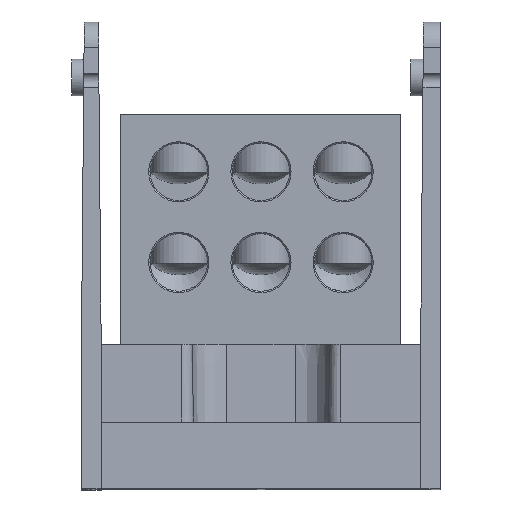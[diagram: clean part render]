
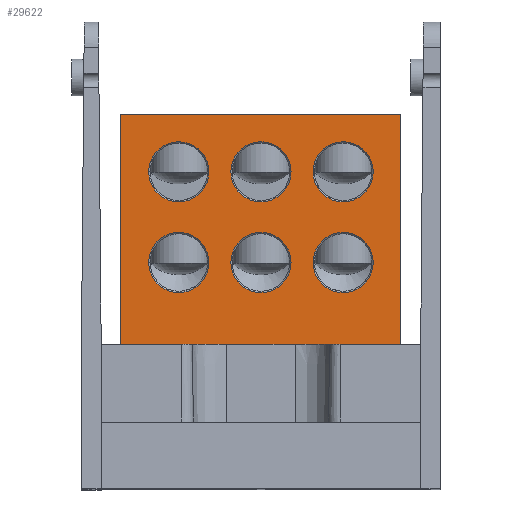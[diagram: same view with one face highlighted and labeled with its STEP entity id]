
A CAD part, top view. The second image highlights one B-rep face of the part: STEP entity #29622.
In plain terms, the highlighted planar face has unit normal (0, 0, 1).
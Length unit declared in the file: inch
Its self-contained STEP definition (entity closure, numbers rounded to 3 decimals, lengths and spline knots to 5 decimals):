
#3 = CARTESIAN_POINT ( 'NONE',  ( -0.22875, 2.412, 1.75 ) ) ;
#115 = VERTEX_POINT ( 'NONE', #24588 ) ;
#459 = DIRECTION ( 'NONE',  ( 0., 0., -1. ) ) ;
#577 = EDGE_CURVE ( 'NONE', #14615, #1847, #32035, .T. ) ;
#613 = EDGE_LOOP ( 'NONE', ( #19183, #3161, #36078, #21346 ) ) ;
#952 = AXIS2_PLACEMENT_3D ( 'NONE', #29107, #11049, #32112 ) ;
#1556 = DIRECTION ( 'NONE',  ( -1., 0., 0. ) ) ;
#1656 = DIRECTION ( 'NONE',  ( 0., 0., -1. ) ) ;
#1743 = PLANE ( 'NONE',  #952 ) ;
#1847 = VERTEX_POINT ( 'NONE', #33505 ) ;
#1850 = ORIENTED_EDGE ( 'NONE', *, *, #30826, .T. ) ;
#2698 = CIRCLE ( 'NONE', #34674, 0.22875 ) ;
#3161 = ORIENTED_EDGE ( 'NONE', *, *, #26455, .F. ) ;
#4557 = CARTESIAN_POINT ( 'NONE',  ( -1.065, 1.1, 1.75 ) ) ;
#4560 = DIRECTION ( 'NONE',  ( 0., 1., 0. ) ) ;
#4706 = AXIS2_PLACEMENT_3D ( 'NONE', #37700, #19684, #1556 ) ;
#4978 = VERTEX_POINT ( 'NONE', #5985 ) ;
#5744 = CIRCLE ( 'NONE', #37600, 0.22875 ) ;
#5985 = CARTESIAN_POINT ( 'NONE',  ( -0.22875, 1.722, 1.75 ) ) ;
#7343 = CARTESIAN_POINT ( 'NONE',  ( 0.625, 1.722, 1.75 ) ) ;
#8151 = VERTEX_POINT ( 'NONE', #30286 ) ;
#9056 = EDGE_LOOP ( 'NONE', ( #1850 ) ) ;
#9106 = CIRCLE ( 'NONE', #4706, 0.22875 ) ;
#10075 = EDGE_CURVE ( 'NONE', #14615, #29272, #30097, .T. ) ;
#10377 = DIRECTION ( 'NONE',  ( -1., 0., 0. ) ) ;
#10857 = CARTESIAN_POINT ( 'NONE',  ( -1.065, 1.1, 1.75 ) ) ;
#10938 = VERTEX_POINT ( 'NONE', #15242 ) ;
#11049 = DIRECTION ( 'NONE',  ( 0., 0., -1. ) ) ;
#13265 = VECTOR ( 'NONE', #36016, 39.37008 ) ;
#13640 = FACE_BOUND ( 'NONE', #36921, .T. ) ;
#13821 = FACE_BOUND ( 'NONE', #9056, .T. ) ;
#13911 = FACE_BOUND ( 'NONE', #17989, .T. ) ;
#13946 = DIRECTION ( 'NONE',  ( 0., 0., -1. ) ) ;
#13950 = FACE_BOUND ( 'NONE', #34828, .T. ) ;
#13981 = FACE_BOUND ( 'NONE', #17497, .T. ) ;
#14054 = FACE_BOUND ( 'NONE', #22651, .T. ) ;
#14059 = FACE_OUTER_BOUND ( 'NONE', #613, .T. ) ;
#14389 = LINE ( 'NONE', #18100, #13265 ) ;
#14466 = VERTEX_POINT ( 'NONE', #3 ) ;
#14615 = VERTEX_POINT ( 'NONE', #4557 ) ;
#14692 = EDGE_CURVE ( 'NONE', #1847, #15146, #34984, .T. ) ;
#15015 = CIRCLE ( 'NONE', #30908, 0.22875 ) ;
#15146 = VERTEX_POINT ( 'NONE', #29567 ) ;
#15242 = CARTESIAN_POINT ( 'NONE',  ( 0.39625, 2.412, 1.75 ) ) ;
#15698 = ORIENTED_EDGE ( 'NONE', *, *, #22577, .T. ) ;
#17107 = CARTESIAN_POINT ( 'NONE',  ( -0.625, 2.412, 1.75 ) ) ;
#17497 = EDGE_LOOP ( 'NONE', ( #28145 ) ) ;
#17989 = EDGE_LOOP ( 'NONE', ( #19032 ) ) ;
#18100 = CARTESIAN_POINT ( 'NONE',  ( -1.065, 2.85, 1.75 ) ) ;
#18583 = CARTESIAN_POINT ( 'NONE',  ( 0.625, 2.412, 1.75 ) ) ;
#19032 = ORIENTED_EDGE ( 'NONE', *, *, #29247, .T. ) ;
#19183 = ORIENTED_EDGE ( 'NONE', *, *, #14692, .T. ) ;
#19684 = DIRECTION ( 'NONE',  ( 0., 0., -1. ) ) ;
#19742 = CARTESIAN_POINT ( 'NONE',  ( 1.065, 1.1, 1.75 ) ) ;
#19783 = CARTESIAN_POINT ( 'NONE',  ( 0., 1.722, 1.75 ) ) ;
#20006 = CARTESIAN_POINT ( 'NONE',  ( -1.065, 2.85, 1.75 ) ) ;
#20166 = DIRECTION ( 'NONE',  ( -1., 0., 0. ) ) ;
#20900 = CIRCLE ( 'NONE', #24438, 0.22875 ) ;
#21346 = ORIENTED_EDGE ( 'NONE', *, *, #577, .T. ) ;
#21630 = DIRECTION ( 'NONE',  ( -1., 0., 0. ) ) ;
#21844 = AXIS2_PLACEMENT_3D ( 'NONE', #19783, #1656, #22810 ) ;
#22577 = EDGE_CURVE ( 'NONE', #37385, #37385, #9106, .T. ) ;
#22651 = EDGE_LOOP ( 'NONE', ( #33224 ) ) ;
#22773 = DIRECTION ( 'NONE',  ( 0., 1., 0. ) ) ;
#22810 = DIRECTION ( 'NONE',  ( -1., 0., 0. ) ) ;
#24438 = AXIS2_PLACEMENT_3D ( 'NONE', #7343, #28454, #10377 ) ;
#24588 = CARTESIAN_POINT ( 'NONE',  ( 0.39625, 1.722, 1.75 ) ) ;
#25686 = CARTESIAN_POINT ( 'NONE',  ( -1.065, 1.1, 1.75 ) ) ;
#26455 = EDGE_CURVE ( 'NONE', #29272, #15146, #14389, .T. ) ;
#26845 = VECTOR ( 'NONE', #4560, 39.37008 ) ;
#26900 = EDGE_CURVE ( 'NONE', #4978, #4978, #34869, .T. ) ;
#28145 = ORIENTED_EDGE ( 'NONE', *, *, #26900, .T. ) ;
#28454 = DIRECTION ( 'NONE',  ( 0., 0., -1. ) ) ;
#28616 = DIRECTION ( 'NONE',  ( 1., 0., 0. ) ) ;
#29107 = CARTESIAN_POINT ( 'NONE',  ( -1.065, 1.1, 1.75 ) ) ;
#29247 = EDGE_CURVE ( 'NONE', #14466, #14466, #5744, .T. ) ;
#29272 = VERTEX_POINT ( 'NONE', #20006 ) ;
#29567 = CARTESIAN_POINT ( 'NONE',  ( 1.065, 2.85, 1.75 ) ) ;
#29622 = ADVANCED_FACE ( 'NONE', ( #13821, #13911, #13640, #13950, #13981, #14054, #14059 ), #1743, .F. ) ;
#30097 = LINE ( 'NONE', #25686, #26845 ) ;
#30286 = CARTESIAN_POINT ( 'NONE',  ( -0.85375, 2.412, 1.75 ) ) ;
#30784 = VECTOR ( 'NONE', #28616, 39.37008 ) ;
#30826 = EDGE_CURVE ( 'NONE', #8151, #8151, #15015, .T. ) ;
#30908 = AXIS2_PLACEMENT_3D ( 'NONE', #17107, #38175, #20166 ) ;
#31389 = EDGE_CURVE ( 'NONE', #10938, #10938, #2698, .T. ) ;
#32003 = CARTESIAN_POINT ( 'NONE',  ( 0., 2.412, 1.75 ) ) ;
#32035 = LINE ( 'NONE', #10857, #30784 ) ;
#32112 = DIRECTION ( 'NONE',  ( -1., 0., 0. ) ) ;
#33224 = ORIENTED_EDGE ( 'NONE', *, *, #39008, .T. ) ;
#33505 = CARTESIAN_POINT ( 'NONE',  ( 1.065, 1.1, 1.75 ) ) ;
#34674 = AXIS2_PLACEMENT_3D ( 'NONE', #18583, #459, #21630 ) ;
#34828 = EDGE_LOOP ( 'NONE', ( #15698 ) ) ;
#34869 = CIRCLE ( 'NONE', #21844, 0.22875 ) ;
#34984 = LINE ( 'NONE', #19742, #35361 ) ;
#35028 = DIRECTION ( 'NONE',  ( -1., 0., 0. ) ) ;
#35361 = VECTOR ( 'NONE', #22773, 39.37008 ) ;
#35913 = CARTESIAN_POINT ( 'NONE',  ( -0.85375, 1.722, 1.75 ) ) ;
#36016 = DIRECTION ( 'NONE',  ( 1., 0., 0. ) ) ;
#36078 = ORIENTED_EDGE ( 'NONE', *, *, #10075, .F. ) ;
#36281 = ORIENTED_EDGE ( 'NONE', *, *, #31389, .T. ) ;
#36921 = EDGE_LOOP ( 'NONE', ( #36281 ) ) ;
#37385 = VERTEX_POINT ( 'NONE', #35913 ) ;
#37600 = AXIS2_PLACEMENT_3D ( 'NONE', #32003, #13946, #35028 ) ;
#37700 = CARTESIAN_POINT ( 'NONE',  ( -0.625, 1.722, 1.75 ) ) ;
#38175 = DIRECTION ( 'NONE',  ( 0., 0., -1. ) ) ;
#39008 = EDGE_CURVE ( 'NONE', #115, #115, #20900, .T. ) ;
